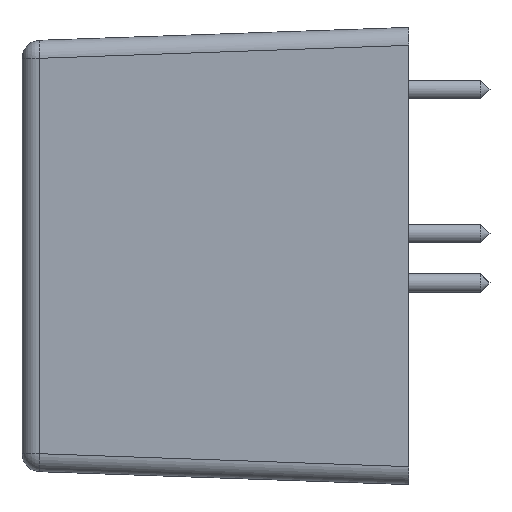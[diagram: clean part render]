
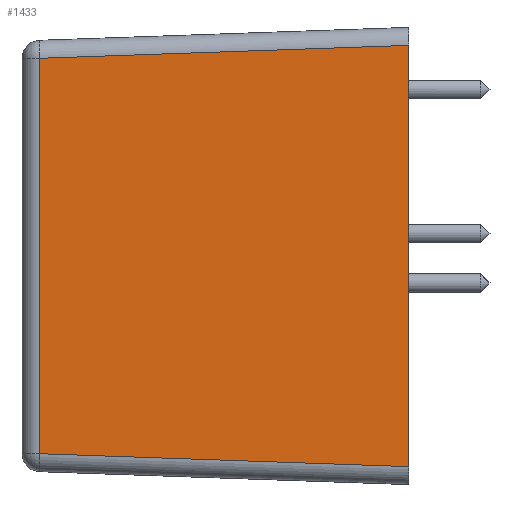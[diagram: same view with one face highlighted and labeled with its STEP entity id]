
A CAD part, left-side view. The second image highlights one B-rep face of the part: STEP entity #1433.
In plain terms, the highlighted planar face has unit normal (-0.999, 0.035, 0).
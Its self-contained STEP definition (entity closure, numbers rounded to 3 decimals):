
#18 = ORIENTED_EDGE ( 'NONE', *, *, #1639, .T. ) ;
#25 = CARTESIAN_POINT ( 'NONE',  ( -22.133, 20.535, 10.984 ) ) ;
#28 = DIRECTION ( 'NONE',  ( -0.035, -0.999, -0.035 ) ) ;
#194 = CARTESIAN_POINT ( 'NONE',  ( -22.85, 0., 11.701 ) ) ;
#199 = VECTOR ( 'NONE', #830, 1000. ) ;
#247 = EDGE_CURVE ( 'NONE', #837, #787, #543, .T. ) ;
#378 = DIRECTION ( 'NONE',  ( 0., 0., -1. ) ) ;
#407 = DIRECTION ( 'NONE',  ( -0.035, -0.999, 0. ) ) ;
#423 = ORIENTED_EDGE ( 'NONE', *, *, #1060, .T. ) ;
#460 = LINE ( 'NONE', #1283, #617 ) ;
#543 = LINE ( 'NONE', #734, #1197 ) ;
#595 = CARTESIAN_POINT ( 'NONE',  ( -22.133, 20.535, -10.984 ) ) ;
#617 = VECTOR ( 'NONE', #378, 1000. ) ;
#721 = ORIENTED_EDGE ( 'NONE', *, *, #1402, .T. ) ;
#734 = CARTESIAN_POINT ( 'NONE',  ( -22.82, 0.85, -11.671 ) ) ;
#750 = LINE ( 'NONE', #1545, #1774 ) ;
#775 = EDGE_LOOP ( 'NONE', ( #423, #1198, #721, #18 ) ) ;
#787 = VERTEX_POINT ( 'NONE', #1323 ) ;
#830 = DIRECTION ( 'NONE',  ( 0., 0., 1. ) ) ;
#835 = VERTEX_POINT ( 'NONE', #25 ) ;
#837 = VERTEX_POINT ( 'NONE', #595 ) ;
#882 = VERTEX_POINT ( 'NONE', #194 ) ;
#1060 = EDGE_CURVE ( 'NONE', #835, #837, #460, .T. ) ;
#1141 = PLANE ( 'NONE',  #1175 ) ;
#1152 = DIRECTION ( 'NONE',  ( -0.999, 0.035, 0. ) ) ;
#1175 = AXIS2_PLACEMENT_3D ( 'NONE', #1870, #1152, #407 ) ;
#1197 = VECTOR ( 'NONE', #28, 1000. ) ;
#1198 = ORIENTED_EDGE ( 'NONE', *, *, #247, .T. ) ;
#1283 = CARTESIAN_POINT ( 'NONE',  ( -22.133, 20.535, -11.949 ) ) ;
#1323 = CARTESIAN_POINT ( 'NONE',  ( -22.85, 0., -11.701 ) ) ;
#1402 = EDGE_CURVE ( 'NONE', #787, #882, #1614, .T. ) ;
#1433 = ADVANCED_FACE ( 'NONE', ( #1521 ), #1141, .T. ) ;
#1521 = FACE_OUTER_BOUND ( 'NONE', #775, .T. ) ;
#1545 = CARTESIAN_POINT ( 'NONE',  ( -22.851, -0.035, 11.702 ) ) ;
#1580 = CARTESIAN_POINT ( 'NONE',  ( -22.85, 0., 12.7 ) ) ;
#1614 = LINE ( 'NONE', #1580, #199 ) ;
#1639 = EDGE_CURVE ( 'NONE', #882, #835, #750, .T. ) ;
#1702 = DIRECTION ( 'NONE',  ( 0.035, 0.999, -0.035 ) ) ;
#1774 = VECTOR ( 'NONE', #1702, 1000. ) ;
#1870 = CARTESIAN_POINT ( 'NONE',  ( -22.85, 0., 12.7 ) ) ;
